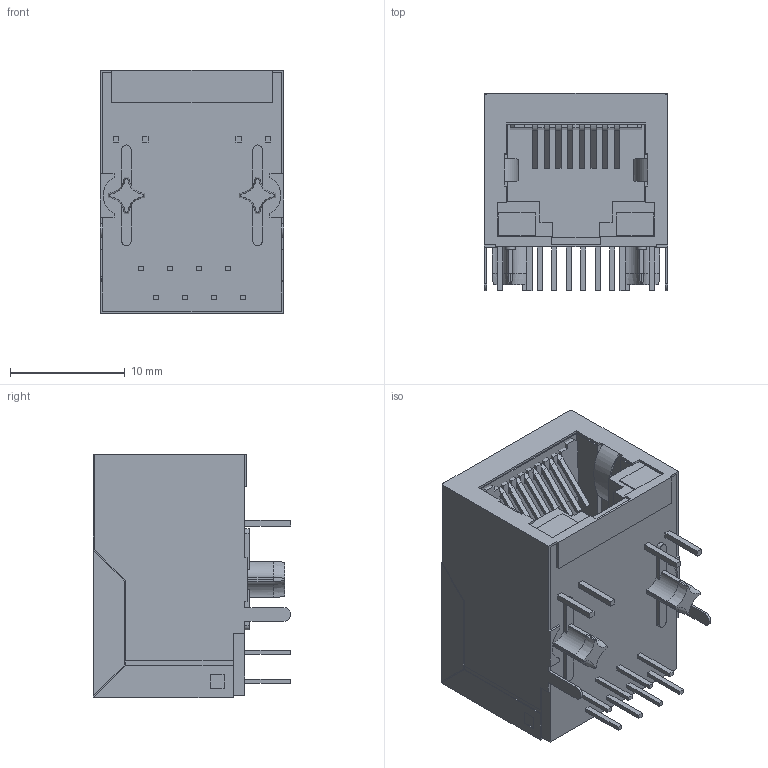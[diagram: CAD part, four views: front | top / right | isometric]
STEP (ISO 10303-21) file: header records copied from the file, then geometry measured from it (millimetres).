
FILE_DESCRIPTION (( 'STEP AP203' ), '1' );
FILE_NAME ('HR913550A asm.STEP', '2018-08-24T07:39:42', ( '' ), ( '' ), 'SwSTEP 2.0', 'SolidWorks 2013', '' );
FILE_SCHEMA (( 'CONFIG_CONTROL_DESIGN' ));
Length unit declared in the file: millimetre
Products named in the file (3): HR913550A_默认; pin001_默认; HR913550A asm
Assembly tree (2 placements, depth 2):
  HR913550A asm
    HR913550A_默认
    pin001_默认
Bounding box: 16 x 17.21 x 21.2 mm (x, y, z)
Volume: 3340.9 mm3; surface area: 3296.5 mm2
Topology: 3 solids, 12 shells, 500 faces, 1410 edges, 934 vertices
Faces by surface type: plane 412, cylinder 66, cone 18, bspline 4
Entity records: 16329 total; most frequent: CARTESIAN_POINT 3094, ORIENTED_EDGE 2696, DIRECTION 2558, EDGE_CURVE 1410, LINE 1202, VECTOR 1202, VERTEX_POINT 934, AXIS2_PLACEMENT_3D 678
